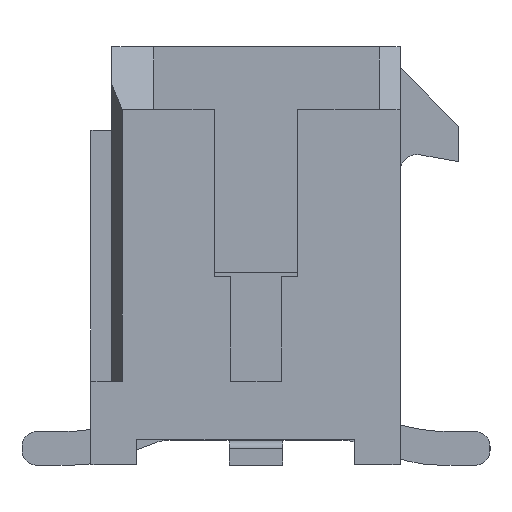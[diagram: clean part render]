
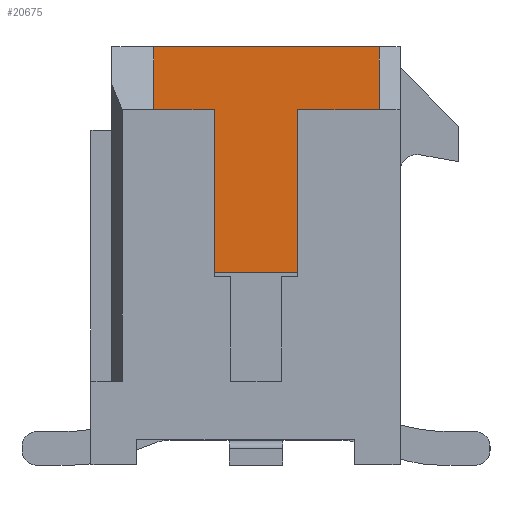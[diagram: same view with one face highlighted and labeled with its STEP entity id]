
A CAD part, left-side view. The second image highlights one B-rep face of the part: STEP entity #20675.
In plain terms, the highlighted planar face has unit normal (-1, 0, 0).
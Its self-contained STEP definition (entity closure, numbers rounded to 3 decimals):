
#41 = EDGE_CURVE ( 'NONE', #14706, #7419, #10488, .T. ) ;
#312 = ORIENTED_EDGE ( 'NONE', *, *, #12228, .T. ) ;
#632 = DIRECTION ( 'NONE',  ( 0., 1., 0. ) ) ;
#809 = CARTESIAN_POINT ( 'NONE',  ( -1.8, -2.5, 4.51 ) ) ;
#919 = EDGE_CURVE ( 'NONE', #22549, #14706, #6486, .T. ) ;
#1096 = CARTESIAN_POINT ( 'NONE',  ( -1.8, 0.95, 1.51 ) ) ;
#1456 = CARTESIAN_POINT ( 'NONE',  ( -1.8, 0.95, 8.51 ) ) ;
#1873 = VECTOR ( 'NONE', #632, 1000. ) ;
#1943 = VERTEX_POINT ( 'NONE', #6738 ) ;
#2020 = VECTOR ( 'NONE', #15713, 1000. ) ;
#2067 = CARTESIAN_POINT ( 'NONE',  ( -1.8, 0.95, 8.51 ) ) ;
#2293 = VERTEX_POINT ( 'NONE', #12511 ) ;
#2963 = LINE ( 'NONE', #1096, #22377 ) ;
#4044 = LINE ( 'NONE', #20995, #8910 ) ;
#4110 = LINE ( 'NONE', #17936, #18118 ) ;
#4112 = EDGE_CURVE ( 'NONE', #12761, #2293, #22933, .T. ) ;
#4413 = CARTESIAN_POINT ( 'NONE',  ( -1.8, -2.1, 2.01 ) ) ;
#4435 = EDGE_CURVE ( 'NONE', #20935, #12778, #4110, .T. ) ;
#4459 = ORIENTED_EDGE ( 'NONE', *, *, #12489, .F. ) ;
#4490 = CARTESIAN_POINT ( 'NONE',  ( -1.8, -0.5, 4.51 ) ) ;
#4582 = CARTESIAN_POINT ( 'NONE',  ( -1.8, -0.9, 4.51 ) ) ;
#4607 = EDGE_CURVE ( 'NONE', #5451, #21662, #18785, .T. ) ;
#4647 = ORIENTED_EDGE ( 'NONE', *, *, #14568, .T. ) ;
#5165 = CARTESIAN_POINT ( 'NONE',  ( -1.8, 0.95, 10.01 ) ) ;
#5451 = VERTEX_POINT ( 'NONE', #7748 ) ;
#5566 = CARTESIAN_POINT ( 'NONE',  ( -1.8, -2.5, 8.51 ) ) ;
#5650 = DIRECTION ( 'NONE',  ( 0., 1., 0. ) ) ;
#5818 = ORIENTED_EDGE ( 'NONE', *, *, #41, .T. ) ;
#6238 = DIRECTION ( 'NONE',  ( 0., 0., 1. ) ) ;
#6326 = CARTESIAN_POINT ( 'NONE',  ( -1.8, -0.9, 2.01 ) ) ;
#6486 = LINE ( 'NONE', #4413, #15250 ) ;
#6600 = EDGE_CURVE ( 'NONE', #18688, #12761, #19311, .T. ) ;
#6738 = CARTESIAN_POINT ( 'NONE',  ( -1.8, -0.5, 8.51 ) ) ;
#6913 = LINE ( 'NONE', #809, #14820 ) ;
#7056 = VECTOR ( 'NONE', #21958, 1000. ) ;
#7419 = VERTEX_POINT ( 'NONE', #19186 ) ;
#7441 = ORIENTED_EDGE ( 'NONE', *, *, #4607, .F. ) ;
#7748 = CARTESIAN_POINT ( 'NONE',  ( -1.8, -4.45, 8.51 ) ) ;
#8739 = DIRECTION ( 'NONE',  ( 0., 0., -1. ) ) ;
#8910 = VECTOR ( 'NONE', #22711, 1000. ) ;
#9678 = DIRECTION ( 'NONE',  ( 0., -1., 0. ) ) ;
#10216 = FACE_OUTER_BOUND ( 'NONE', #11901, .T. ) ;
#10317 = ORIENTED_EDGE ( 'NONE', *, *, #23566, .T. ) ;
#10485 = VERTEX_POINT ( 'NONE', #24092 ) ;
#10488 = LINE ( 'NONE', #20186, #18228 ) ;
#10841 = AXIS2_PLACEMENT_3D ( 'NONE', #1456, #16469, #8739 ) ;
#10846 = EDGE_CURVE ( 'NONE', #2293, #22549, #2963, .T. ) ;
#10852 = DIRECTION ( 'NONE',  ( 0., -1., 0. ) ) ;
#10886 = ORIENTED_EDGE ( 'NONE', *, *, #6600, .T. ) ;
#11901 = EDGE_LOOP ( 'NONE', ( #23576, #17232, #16421, #5818, #312, #7441, #10317, #21190, #21087, #4459, #4647, #10886 ) ) ;
#12071 = DIRECTION ( 'NONE',  ( 0., -1., 0. ) ) ;
#12228 = EDGE_CURVE ( 'NONE', #7419, #21662, #6913, .T. ) ;
#12489 = EDGE_CURVE ( 'NONE', #1943, #20935, #19314, .T. ) ;
#12511 = CARTESIAN_POINT ( 'NONE',  ( -1.8, -0.9, 1.51 ) ) ;
#12761 = VERTEX_POINT ( 'NONE', #19405 ) ;
#12778 = VERTEX_POINT ( 'NONE', #5165 ) ;
#14568 = EDGE_CURVE ( 'NONE', #1943, #18688, #19400, .T. ) ;
#14688 = DIRECTION ( 'NONE',  ( 0., 0., 1. ) ) ;
#14706 = VERTEX_POINT ( 'NONE', #18407 ) ;
#14820 = VECTOR ( 'NONE', #14688, 1000. ) ;
#15250 = VECTOR ( 'NONE', #6238, 1000. ) ;
#15713 = DIRECTION ( 'NONE',  ( 0., 0., -1. ) ) ;
#15801 = EDGE_CURVE ( 'NONE', #10485, #12778, #22191, .T. ) ;
#16421 = ORIENTED_EDGE ( 'NONE', *, *, #919, .T. ) ;
#16469 = DIRECTION ( 'NONE',  ( 1., 0., 0. ) ) ;
#16752 = VECTOR ( 'NONE', #18044, 1000. ) ;
#17232 = ORIENTED_EDGE ( 'NONE', *, *, #10846, .T. ) ;
#17565 = CARTESIAN_POINT ( 'NONE',  ( -1.8, -0.5, 4.51 ) ) ;
#17936 = CARTESIAN_POINT ( 'NONE',  ( -1.8, 0.95, 8.51 ) ) ;
#18044 = DIRECTION ( 'NONE',  ( 0., 0., -1. ) ) ;
#18118 = VECTOR ( 'NONE', #19665, 1000. ) ;
#18228 = VECTOR ( 'NONE', #10852, 1000. ) ;
#18379 = CARTESIAN_POINT ( 'NONE',  ( -1.8, 0.95, 10.01 ) ) ;
#18407 = CARTESIAN_POINT ( 'NONE',  ( -1.8, -2.1, 4.51 ) ) ;
#18688 = VERTEX_POINT ( 'NONE', #4490 ) ;
#18785 = LINE ( 'NONE', #2067, #23865 ) ;
#19156 = PLANE ( 'NONE',  #10841 ) ;
#19186 = CARTESIAN_POINT ( 'NONE',  ( -1.8, -2.5, 4.51 ) ) ;
#19311 = LINE ( 'NONE', #4582, #23519 ) ;
#19314 = LINE ( 'NONE', #21043, #1873 ) ;
#19400 = LINE ( 'NONE', #17565, #16752 ) ;
#19405 = CARTESIAN_POINT ( 'NONE',  ( -1.8, -0.9, 4.51 ) ) ;
#19665 = DIRECTION ( 'NONE',  ( 0., 0., 1. ) ) ;
#20186 = CARTESIAN_POINT ( 'NONE',  ( -1.8, -2.5, 4.51 ) ) ;
#20675 = ADVANCED_FACE ( 'NONE', ( #10216 ), #19156, .F. ) ;
#20784 = CARTESIAN_POINT ( 'NONE',  ( -1.8, 0.95, 8.51 ) ) ;
#20935 = VERTEX_POINT ( 'NONE', #20784 ) ;
#20995 = CARTESIAN_POINT ( 'NONE',  ( -1.8, -4.45, 8.51 ) ) ;
#21043 = CARTESIAN_POINT ( 'NONE',  ( -1.8, 0.95, 8.51 ) ) ;
#21087 = ORIENTED_EDGE ( 'NONE', *, *, #4435, .F. ) ;
#21190 = ORIENTED_EDGE ( 'NONE', *, *, #15801, .T. ) ;
#21662 = VERTEX_POINT ( 'NONE', #5566 ) ;
#21958 = DIRECTION ( 'NONE',  ( 0., 1., 0. ) ) ;
#22191 = LINE ( 'NONE', #18379, #7056 ) ;
#22377 = VECTOR ( 'NONE', #9678, 1000. ) ;
#22549 = VERTEX_POINT ( 'NONE', #23395 ) ;
#22711 = DIRECTION ( 'NONE',  ( 0., 0., 1. ) ) ;
#22933 = LINE ( 'NONE', #6326, #2020 ) ;
#23395 = CARTESIAN_POINT ( 'NONE',  ( -1.8, -2.1, 1.51 ) ) ;
#23519 = VECTOR ( 'NONE', #12071, 1000. ) ;
#23566 = EDGE_CURVE ( 'NONE', #5451, #10485, #4044, .T. ) ;
#23576 = ORIENTED_EDGE ( 'NONE', *, *, #4112, .T. ) ;
#23865 = VECTOR ( 'NONE', #5650, 1000. ) ;
#24092 = CARTESIAN_POINT ( 'NONE',  ( -1.8, -4.45, 10.01 ) ) ;
